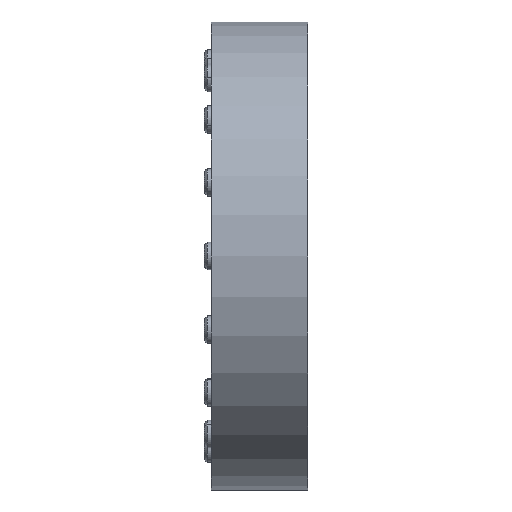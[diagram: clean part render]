
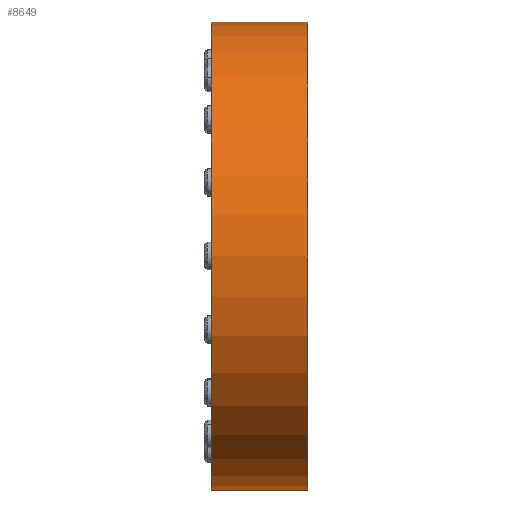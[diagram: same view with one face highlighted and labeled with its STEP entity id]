
A CAD part, front view. The second image highlights one B-rep face of the part: STEP entity #8649.
In plain terms, the highlighted cylindrical face has radius 34 mm (diameter 68 mm), a partial arc.
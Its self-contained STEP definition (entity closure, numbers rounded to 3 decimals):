
#129 = DIRECTION ( 'NONE',  ( 1., 0., 0. ) ) ;
#290 = DIRECTION ( 'NONE',  ( 1., 0., 0. ) ) ;
#335 = ORIENTED_EDGE ( 'NONE', *, *, #530, .F. ) ;
#443 = CARTESIAN_POINT ( 'NONE',  ( -14., 0., -34. ) ) ;
#530 = EDGE_CURVE ( 'NONE', #2450, #7946, #5153, .T. ) ;
#722 = VECTOR ( 'NONE', #1464, 1000. ) ;
#818 = AXIS2_PLACEMENT_3D ( 'NONE', #5983, #290, #1916 ) ;
#1464 = DIRECTION ( 'NONE',  ( 1., 0., 0. ) ) ;
#1601 = CARTESIAN_POINT ( 'NONE',  ( -14., 0., 34. ) ) ;
#1761 = ORIENTED_EDGE ( 'NONE', *, *, #9056, .F. ) ;
#1916 = DIRECTION ( 'NONE',  ( 0., 0., -1. ) ) ;
#2203 = EDGE_CURVE ( 'NONE', #9185, #4445, #4258, .T. ) ;
#2450 = VERTEX_POINT ( 'NONE', #7581 ) ;
#2617 = CARTESIAN_POINT ( 'NONE',  ( 0., 0., -34. ) ) ;
#2650 = ORIENTED_EDGE ( 'NONE', *, *, #2203, .T. ) ;
#2670 = LINE ( 'NONE', #7878, #6697 ) ;
#3136 = CARTESIAN_POINT ( 'NONE',  ( 0., 0., -34. ) ) ;
#3813 = CYLINDRICAL_SURFACE ( 'NONE', #818, 34. ) ;
#4080 = CARTESIAN_POINT ( 'NONE',  ( -14., 0., 0. ) ) ;
#4258 = CIRCLE ( 'NONE', #8617, 34. ) ;
#4445 = VERTEX_POINT ( 'NONE', #443 ) ;
#4804 = LINE ( 'NONE', #3136, #722 ) ;
#4892 = DIRECTION ( 'NONE',  ( 0., 0., -1. ) ) ;
#5025 = DIRECTION ( 'NONE',  ( 0., 0., -1. ) ) ;
#5096 = EDGE_LOOP ( 'NONE', ( #1761, #2650, #7678, #335 ) ) ;
#5153 = CIRCLE ( 'NONE', #6224, 34. ) ;
#5471 = EDGE_CURVE ( 'NONE', #4445, #7946, #4804, .T. ) ;
#5825 = CARTESIAN_POINT ( 'NONE',  ( 0., 0., 0. ) ) ;
#5983 = CARTESIAN_POINT ( 'NONE',  ( 0., 0., 0. ) ) ;
#6224 = AXIS2_PLACEMENT_3D ( 'NONE', #5825, #129, #5025 ) ;
#6697 = VECTOR ( 'NONE', #8722, 1000. ) ;
#7581 = CARTESIAN_POINT ( 'NONE',  ( 0., 0., 34. ) ) ;
#7678 = ORIENTED_EDGE ( 'NONE', *, *, #5471, .T. ) ;
#7878 = CARTESIAN_POINT ( 'NONE',  ( 0., 0., 34. ) ) ;
#7946 = VERTEX_POINT ( 'NONE', #2617 ) ;
#8617 = AXIS2_PLACEMENT_3D ( 'NONE', #4080, #9748, #4892 ) ;
#8649 = ADVANCED_FACE ( 'NONE', ( #10507 ), #3813, .T. ) ;
#8722 = DIRECTION ( 'NONE',  ( 1., 0., 0. ) ) ;
#9056 = EDGE_CURVE ( 'NONE', #9185, #2450, #2670, .T. ) ;
#9185 = VERTEX_POINT ( 'NONE', #1601 ) ;
#9748 = DIRECTION ( 'NONE',  ( 1., 0., 0. ) ) ;
#10507 = FACE_OUTER_BOUND ( 'NONE', #5096, .T. ) ;
